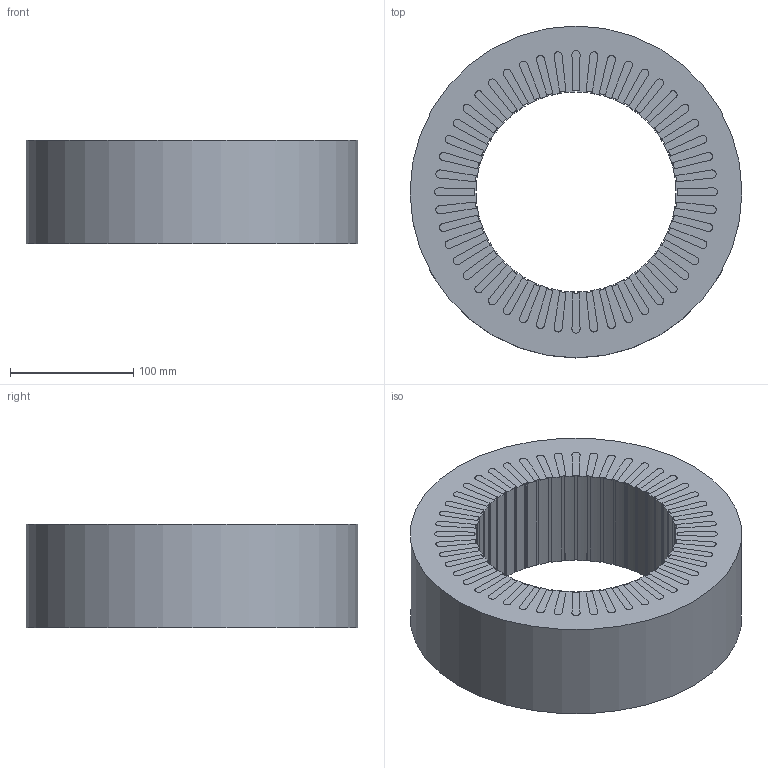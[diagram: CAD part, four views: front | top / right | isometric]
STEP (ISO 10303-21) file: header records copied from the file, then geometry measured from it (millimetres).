
FILE_DESCRIPTION(('FreeCAD Model'),'2;1');
FILE_NAME('STATOR.step','2020-06-22T20:23:36',('Author'), (''),'Open CASCADE STEP processor 7.4','FreeCAD','Unknown');
FILE_SCHEMA(('AUTOMOTIVE_DESIGN { 1 0 10303 214 1 1 1 1 }'));
Length unit declared in the file: millimetre
Products named in the file (1): STATOR001
Bounding box: 269 x 269 x 83.6 mm (x, y, z)
Volume: 3021473 mm3; surface area: 771912.2 mm2
Topology: 49 solids, 49 shells, 869 faces, 2311 edges, 1540 vertices
Faces by surface type: plane 485, cylinder 384
Full cylindrical faces by diameter (mm): 269 x1
Entity records: 59338 total; most frequent: CARTESIAN_POINT 12847, DIRECTION 8861, LINE 5385, VECTOR 5385, ORIENTED_EDGE 4622, PCURVE 4622, DEFINITIONAL_REPRESENTATION 4622, EDGE_CURVE 2311
